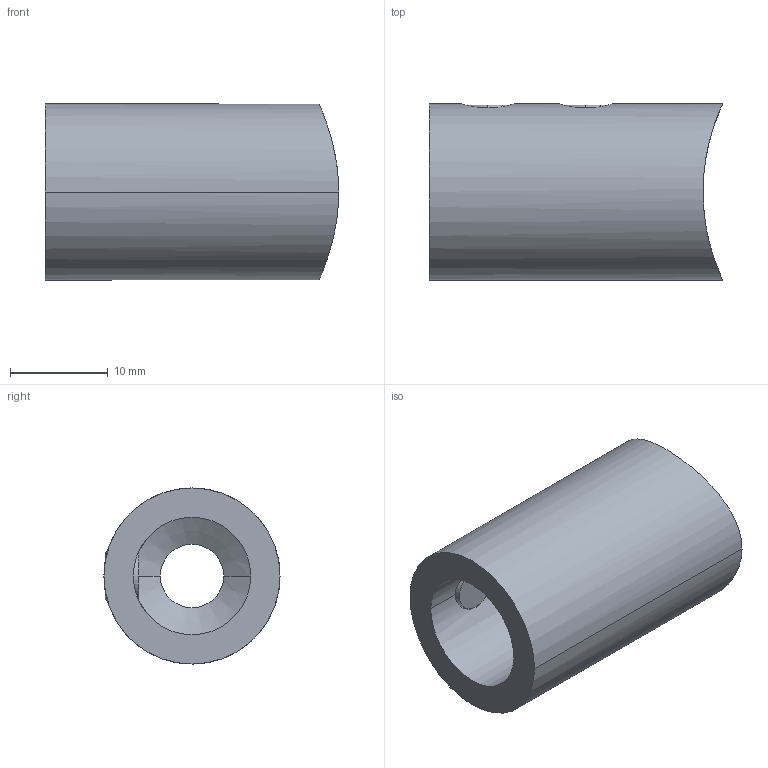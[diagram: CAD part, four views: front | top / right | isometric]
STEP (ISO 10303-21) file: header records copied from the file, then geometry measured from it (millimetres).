
FILE_DESCRIPTION (( 'STEP AP203' ), '1' );
FILE_NAME ('3D_GT3442_42.4x12_188733710.STEP', '2024-10-21T10:32:12', ( '' ), ( '' ), 'SwSTEP 2.0', 'SolidWorks 2023', '' );
FILE_SCHEMA (( 'CONFIG_CONTROL_DESIGN' ));
Length unit declared in the file: millimetre
Products named in the file (1): 3D_GT3442_42.4x12_188733710
Bounding box: 30 x 18 x 18 mm (x, y, z)
Volume: 4338.6 mm3; surface area: 3123.8 mm2
Topology: 1 solids, 1 shells, 59 faces, 138 edges, 84 vertices
Faces by surface type: cylinder 25, plane 20, cone 6, bspline 4, torus 4
Entity records: 5127 total; most frequent: CARTESIAN_POINT 3748, ORIENTED_EDGE 276, DIRECTION 258, EDGE_CURVE 138, AXIS2_PLACEMENT_3D 100, VERTEX_POINT 84, EDGE_LOOP 64, ADVANCED_FACE 59
